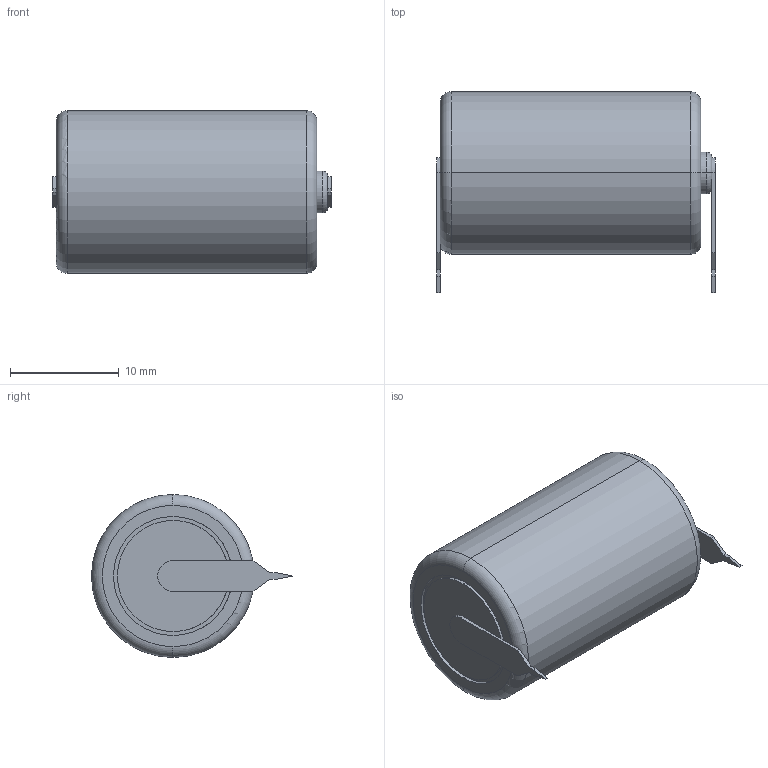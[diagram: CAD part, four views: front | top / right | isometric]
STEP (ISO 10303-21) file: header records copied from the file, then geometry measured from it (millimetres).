
FILE_DESCRIPTION (( 'STEP AP203' ), '1' );
FILE_NAME ('3DPIL.STEP', '2020-10-08T18:49:12', ( '' ), ( '' ), 'SwSTEP 2.0', 'SolidWorks 2018', '' );
FILE_SCHEMA (( 'CONFIG_CONTROL_DESIGN' ));
Length unit declared in the file: millimetre
Products named in the file (1): 3DPIL
Bounding box: 25.6 x 18.5 x 15 mm (x, y, z)
Volume: 4245.5 mm3; surface area: 1545.5 mm2
Topology: 1 solids, 1 shells, 41 faces, 101 edges, 62 vertices
Faces by surface type: plane 25, cylinder 10, torus 6
Entity records: 1285 total; most frequent: DIRECTION 222, CARTESIAN_POINT 205, ORIENTED_EDGE 202, EDGE_CURVE 101, AXIS2_PLACEMENT_3D 79, LINE 64, VECTOR 64, VERTEX_POINT 62
